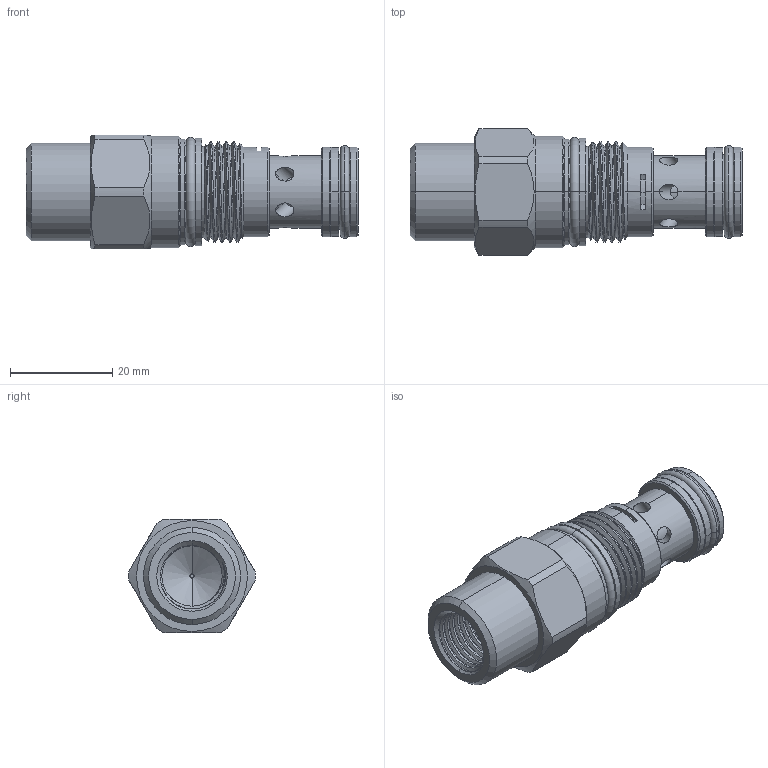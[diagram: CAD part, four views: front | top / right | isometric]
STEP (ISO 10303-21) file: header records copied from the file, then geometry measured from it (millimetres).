
FILE_DESCRIPTION (( 'STEP AP214' ), '1' );
FILE_NAME ('CO13A20-G02.STEP', '2016-04-15T05:58:11', ( '' ), ( '' ), 'SwSTEP 2.0', 'SolidWorks 2012', '' );
FILE_SCHEMA (( 'AUTOMOTIVE_DESIGN' ));
Length unit declared in the file: millimetre
Products named in the file (1): CO13A20-G02
Bounding box: 64.97 x 24.79 x 22.22 mm (x, y, z)
Volume: 16323.8 mm3; surface area: 7332.2 mm2
Topology: 2 solids, 2 shells, 192 faces, 461 edges, 288 vertices
Faces by surface type: cylinder 109, cone 34, plane 24, torus 16, bspline 9
Entity records: 9859 total; most frequent: CARTESIAN_POINT 5567, ORIENTED_EDGE 922, DIRECTION 866, EDGE_CURVE 461, AXIS2_PLACEMENT_3D 359, VERTEX_POINT 288, EDGE_LOOP 209, ADVANCED_FACE 192
